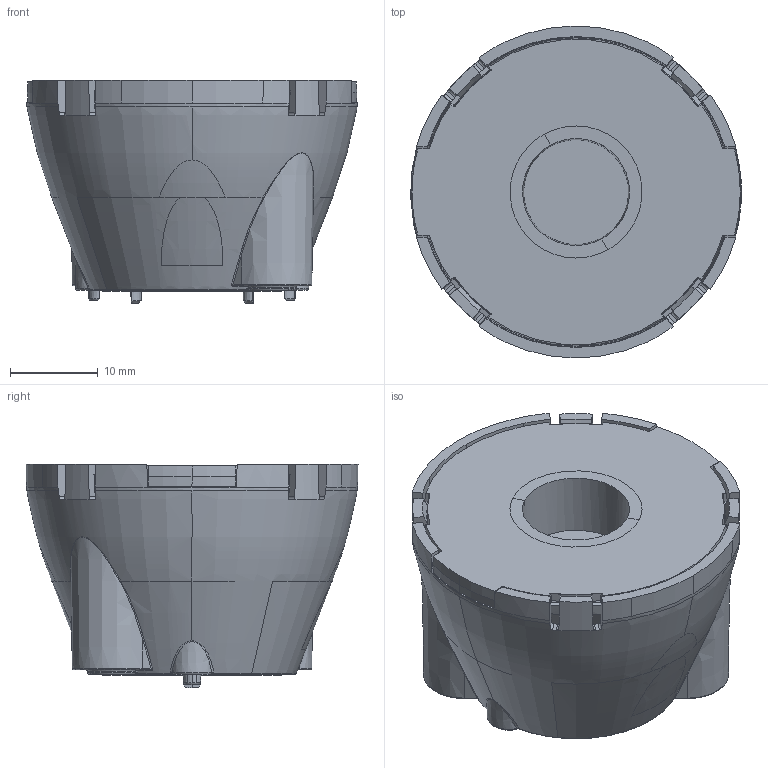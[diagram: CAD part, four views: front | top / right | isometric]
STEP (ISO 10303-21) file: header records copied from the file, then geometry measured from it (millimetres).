
FILE_DESCRIPTION(/* description */ (''),/* implementation_level */ '2;1');
FILE_NAME(/* name */ '.stp',/* time_stamp */ '2026-02-26T10:07:55+08:00',/* author */ (''),/* organization */ (''),/* preprocessor_version */ 'ST-DEVELOPER v19.4',/* originating_system */ 'SIEMENS PLM Software NX2306.9141',/* authorisation */ '');
FILE_SCHEMA (('AUTOMOTIVE_DESIGN { 1 0 10303 214 3 1 1 1 }'));
Length unit declared in the file: millimetre
Products named in the file (1): CA16206_SURI-RS_mechanicalmodel_20170914_stp_objects
Bounding box: 37.65 x 37.8 x 25.4 mm (x, y, z)
Volume: 14933.7 mm3; surface area: 9709.8 mm2
Topology: 3 solids, 3 shells, 566 faces, 1562 edges, 996 vertices
Faces by surface type: cone 147, plane 132, bspline 121, torus 65, cylinder 36, revolution 33, sphere 20, extrusion 12
Entity records: 26570 total; most frequent: CARTESIAN_POINT 13693, ORIENTED_EDGE 3112, DIRECTION 2108, EDGE_CURVE 1556, VERTEX_POINT 996, AXIS2_PLACEMENT_3D 910, B_SPLINE_CURVE_WITH_KNOTS 829, EDGE_LOOP 574
